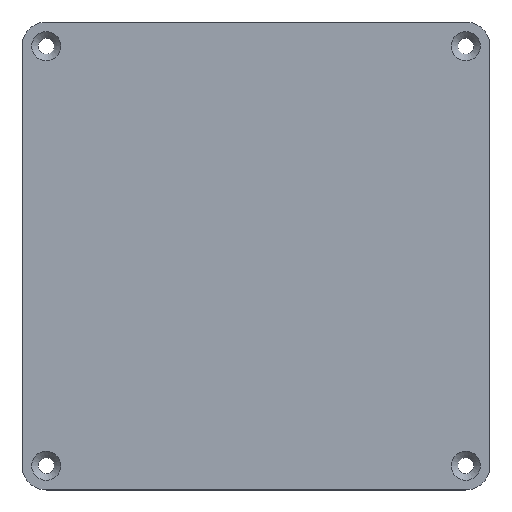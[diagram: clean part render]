
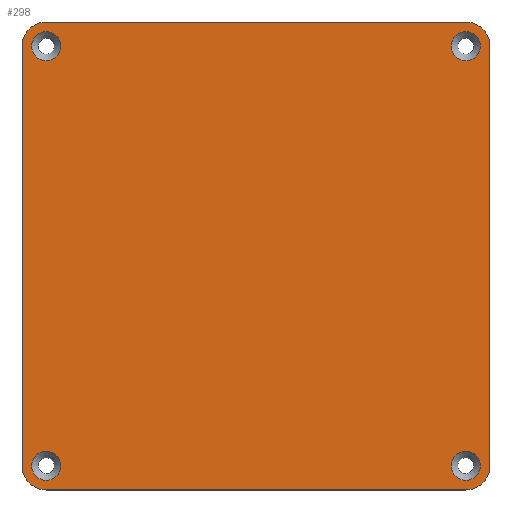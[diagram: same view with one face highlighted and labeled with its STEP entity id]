
A CAD part, top view. The second image highlights one B-rep face of the part: STEP entity #298.
In plain terms, the highlighted planar face has unit normal (0, 0, 1).
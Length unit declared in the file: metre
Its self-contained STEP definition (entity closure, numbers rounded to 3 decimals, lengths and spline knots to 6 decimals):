
#20=PLANE('',#345);
#26=LINE('',#464,#42);
#30=LINE('',#476,#46);
#34=LINE('',#488,#50);
#37=LINE('',#517,#53);
#42=VECTOR('',#369,1.);
#46=VECTOR('',#381,1.);
#50=VECTOR('',#393,1.);
#53=VECTOR('',#428,1.);
#94=ORIENTED_EDGE('',*,*,#158,.T.);
#95=ORIENTED_EDGE('',*,*,#159,.T.);
#96=ORIENTED_EDGE('',*,*,#160,.T.);
#97=ORIENTED_EDGE('',*,*,#161,.T.);
#98=ORIENTED_EDGE('',*,*,#128,.T.);
#99=ORIENTED_EDGE('',*,*,#132,.T.);
#100=ORIENTED_EDGE('',*,*,#135,.T.);
#101=ORIENTED_EDGE('',*,*,#138,.T.);
#102=ORIENTED_EDGE('',*,*,#141,.T.);
#103=ORIENTED_EDGE('',*,*,#144,.F.);
#104=ORIENTED_EDGE('',*,*,#147,.T.);
#105=ORIENTED_EDGE('',*,*,#157,.T.);
#128=EDGE_CURVE('',#165,#164,#191,.T.);
#132=EDGE_CURVE('',#164,#167,#26,.T.);
#135=EDGE_CURVE('',#167,#169,#193,.T.);
#138=EDGE_CURVE('',#169,#171,#30,.T.);
#141=EDGE_CURVE('',#171,#173,#195,.T.);
#144=EDGE_CURVE('',#175,#173,#34,.T.);
#147=EDGE_CURVE('',#175,#177,#197,.T.);
#157=EDGE_CURVE('',#177,#165,#37,.T.);
#158=EDGE_CURVE('',#186,#186,#206,.F.);
#159=EDGE_CURVE('',#187,#187,#207,.F.);
#160=EDGE_CURVE('',#188,#188,#208,.F.);
#161=EDGE_CURVE('',#189,#189,#209,.F.);
#164=VERTEX_POINT('',#455);
#165=VERTEX_POINT('',#457);
#167=VERTEX_POINT('',#463);
#169=VERTEX_POINT('',#469);
#171=VERTEX_POINT('',#475);
#173=VERTEX_POINT('',#481);
#175=VERTEX_POINT('',#487);
#177=VERTEX_POINT('',#493);
#186=VERTEX_POINT('',#520);
#187=VERTEX_POINT('',#522);
#188=VERTEX_POINT('',#524);
#189=VERTEX_POINT('',#526);
#191=CIRCLE('',#319,0.0075);
#193=CIRCLE('',#323,0.0075);
#195=CIRCLE('',#327,0.0075);
#197=CIRCLE('',#331,0.0075);
#206=CIRCLE('',#346,0.0045);
#207=CIRCLE('',#347,0.0045);
#208=CIRCLE('',#348,0.0045);
#209=CIRCLE('',#349,0.0045);
#226=EDGE_LOOP('',(#94));
#227=EDGE_LOOP('',(#95));
#228=EDGE_LOOP('',(#96));
#229=EDGE_LOOP('',(#97));
#230=EDGE_LOOP('',(#98,#99,#100,#101,#102,#103,#104,#105));
#260=FACE_BOUND('',#226,.T.);
#261=FACE_BOUND('',#227,.T.);
#262=FACE_BOUND('',#228,.T.);
#263=FACE_BOUND('',#229,.T.);
#264=FACE_BOUND('',#230,.T.);
#298=ADVANCED_FACE('',(#260,#261,#262,#263,#264),#20,.T.);
#319=AXIS2_PLACEMENT_3D('',#456,#362,#363);
#323=AXIS2_PLACEMENT_3D('',#470,#375,#376);
#327=AXIS2_PLACEMENT_3D('',#482,#387,#388);
#331=AXIS2_PLACEMENT_3D('',#494,#399,#400);
#345=AXIS2_PLACEMENT_3D('',#518,#429,#430);
#346=AXIS2_PLACEMENT_3D('',#519,#431,#432);
#347=AXIS2_PLACEMENT_3D('',#521,#433,#434);
#348=AXIS2_PLACEMENT_3D('',#523,#435,#436);
#349=AXIS2_PLACEMENT_3D('',#525,#437,#438);
#362=DIRECTION('',(0.,0.,1.));
#363=DIRECTION('',(1.,0.,0.));
#369=DIRECTION('',(0.,-1.,0.));
#375=DIRECTION('',(0.,0.,1.));
#376=DIRECTION('',(1.,0.,0.));
#381=DIRECTION('',(1.,0.,0.));
#387=DIRECTION('',(0.,0.,1.));
#388=DIRECTION('',(1.,0.,0.));
#393=DIRECTION('',(0.,-1.,0.));
#399=DIRECTION('',(0.,0.,1.));
#400=DIRECTION('',(1.,0.,0.));
#428=DIRECTION('',(-1.,0.,0.));
#429=DIRECTION('',(0.,0.,1.));
#430=DIRECTION('',(1.,0.,0.));
#431=DIRECTION('',(0.,0.,1.));
#432=DIRECTION('',(1.,0.,0.));
#433=DIRECTION('',(0.,0.,1.));
#434=DIRECTION('',(1.,0.,0.));
#435=DIRECTION('',(0.,0.,1.));
#436=DIRECTION('',(1.,0.,0.));
#437=DIRECTION('',(0.,0.,1.));
#438=DIRECTION('',(1.,0.,0.));
#455=CARTESIAN_POINT('',(-0.0725,0.065,0.0035));
#456=CARTESIAN_POINT('',(-0.065,0.065,0.0035));
#457=CARTESIAN_POINT('',(-0.065,0.0725,0.0035));
#463=CARTESIAN_POINT('',(-0.0725,-0.065,0.0035));
#464=CARTESIAN_POINT('',(-0.0725,0.,0.0035));
#469=CARTESIAN_POINT('',(-0.065,-0.0725,0.0035));
#470=CARTESIAN_POINT('',(-0.065,-0.065,0.0035));
#475=CARTESIAN_POINT('',(0.065,-0.0725,0.0035));
#476=CARTESIAN_POINT('',(0.,-0.0725,0.0035));
#481=CARTESIAN_POINT('',(0.0725,-0.065,0.0035));
#482=CARTESIAN_POINT('',(0.065,-0.065,0.0035));
#487=CARTESIAN_POINT('',(0.0725,0.065,0.0035));
#488=CARTESIAN_POINT('',(0.0725,0.,0.0035));
#493=CARTESIAN_POINT('',(0.065,0.0725,0.0035));
#494=CARTESIAN_POINT('',(0.065,0.065,0.0035));
#517=CARTESIAN_POINT('',(0.,0.0725,0.0035));
#518=CARTESIAN_POINT('',(0.,0.,0.0035));
#519=CARTESIAN_POINT('',(-0.065,-0.065,0.0035));
#520=CARTESIAN_POINT('',(-0.0605,-0.065,0.0035));
#521=CARTESIAN_POINT('',(0.065,-0.065,0.0035));
#522=CARTESIAN_POINT('',(0.0695,-0.065,0.0035));
#523=CARTESIAN_POINT('',(0.065,0.065,0.0035));
#524=CARTESIAN_POINT('',(0.0695,0.065,0.0035));
#525=CARTESIAN_POINT('',(-0.065,0.065,0.0035));
#526=CARTESIAN_POINT('',(-0.0605,0.065,0.0035));
